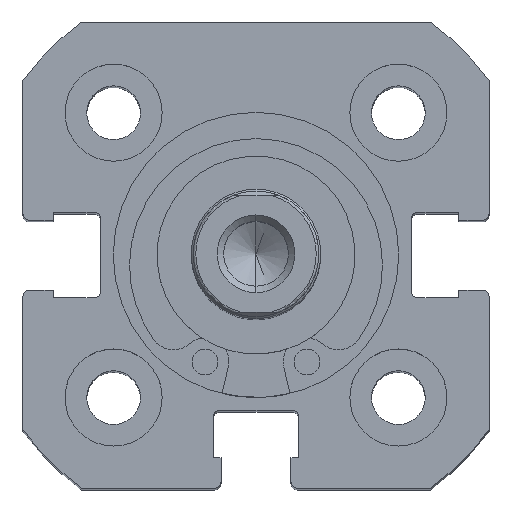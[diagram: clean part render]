
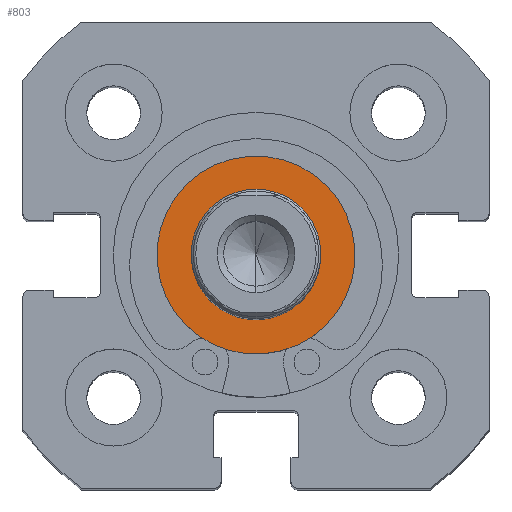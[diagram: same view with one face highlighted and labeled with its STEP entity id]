
A CAD part, top view. The second image highlights one B-rep face of the part: STEP entity #803.
In plain terms, the highlighted face is planar.
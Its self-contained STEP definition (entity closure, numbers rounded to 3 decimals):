
#176 = DIRECTION ( 'NONE',  ( 0., 0., 1. ) ) ;
#178 = DIRECTION ( 'NONE',  ( -1., 0., 0. ) ) ;
#179 = CARTESIAN_POINT ( 'NONE',  ( 0., 0., 0. ) ) ;
#335 = DIRECTION ( 'NONE',  ( 0., 0., 1. ) ) ;
#336 = DIRECTION ( 'NONE',  ( -1., 0., 0. ) ) ;
#346 = CARTESIAN_POINT ( 'NONE',  ( 0., 0., 0. ) ) ;
#349 = DIRECTION ( 'NONE',  ( 0., 0., 1. ) ) ;
#350 = DIRECTION ( 'NONE',  ( -1., 0., 0. ) ) ;
#352 = CARTESIAN_POINT ( 'NONE',  ( 0., 0., 0. ) ) ;
#357 = DIRECTION ( 'NONE',  ( 0., 0., 1. ) ) ;
#358 = DIRECTION ( 'NONE',  ( -1., 0., 0. ) ) ;
#360 = CARTESIAN_POINT ( 'NONE',  ( 0., 0., 0. ) ) ;
#624 = VERTEX_POINT ( 'NONE', #5551 ) ;
#635 = VERTEX_POINT ( 'NONE', #5840 ) ;
#803 = ADVANCED_FACE ( 'NONE', ( #1397, #1403 ), #5512, .F. ) ;
#965 = EDGE_LOOP ( 'NONE', ( #4734, #4735 ) ) ;
#1397 = FACE_BOUND ( 'NONE', #965, .T. ) ;
#1403 = FACE_OUTER_BOUND ( 'NONE', #6043, .T. ) ;
#1877 = CIRCLE ( 'NONE', #2914, 7.65 ) ;
#1879 = CIRCLE ( 'NONE', #2915, 5. ) ;
#1884 = CIRCLE ( 'NONE', #2919, 5. ) ;
#2726 = AXIS2_PLACEMENT_3D ( 'NONE', #5587, #5584, #5582 ) ;
#2914 = AXIS2_PLACEMENT_3D ( 'NONE', #360, #358, #357 ) ;
#2915 = AXIS2_PLACEMENT_3D ( 'NONE', #352, #350, #349 ) ;
#2919 = AXIS2_PLACEMENT_3D ( 'NONE', #346, #336, #335 ) ;
#2938 = AXIS2_PLACEMENT_3D ( 'NONE', #179, #178, #176 ) ;
#3111 = EDGE_CURVE ( 'NONE', #635, #6087, #1877, .T. ) ;
#3113 = EDGE_CURVE ( 'NONE', #624, #6095, #1879, .T. ) ;
#3116 = EDGE_CURVE ( 'NONE', #6095, #624, #1884, .T. ) ;
#3161 = EDGE_CURVE ( 'NONE', #6087, #635, #3844, .T. ) ;
#3844 = CIRCLE ( 'NONE', #2938, 7.65 ) ;
#4500 = CARTESIAN_POINT ( 'NONE',  ( 0., 0., -7.65 ) ) ;
#4508 = CARTESIAN_POINT ( 'NONE',  ( 0., 0., 5. ) ) ;
#4734 = ORIENTED_EDGE ( 'NONE', *, *, #3116, .F. ) ;
#4735 = ORIENTED_EDGE ( 'NONE', *, *, #3113, .F. ) ;
#4758 = ORIENTED_EDGE ( 'NONE', *, *, #3111, .T. ) ;
#4776 = ORIENTED_EDGE ( 'NONE', *, *, #3161, .T. ) ;
#5512 = PLANE ( 'NONE',  #2726 ) ;
#5551 = CARTESIAN_POINT ( 'NONE',  ( 0., 0., -5. ) ) ;
#5582 = DIRECTION ( 'NONE',  ( 0., 0., -1. ) ) ;
#5584 = DIRECTION ( 'NONE',  ( 1., 0., 0. ) ) ;
#5587 = CARTESIAN_POINT ( 'NONE',  ( 0., 7.65, 0. ) ) ;
#5840 = CARTESIAN_POINT ( 'NONE',  ( 0., 0., 7.65 ) ) ;
#6043 = EDGE_LOOP ( 'NONE', ( #4758, #4776 ) ) ;
#6087 = VERTEX_POINT ( 'NONE', #4500 ) ;
#6095 = VERTEX_POINT ( 'NONE', #4508 ) ;
